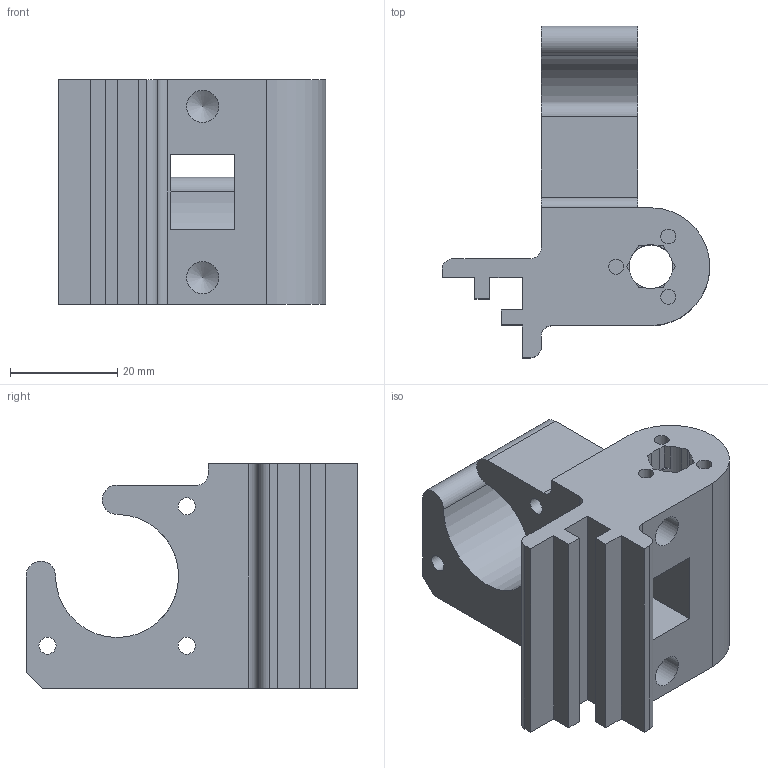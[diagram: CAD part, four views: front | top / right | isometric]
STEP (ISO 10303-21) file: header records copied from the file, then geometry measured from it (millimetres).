
FILE_DESCRIPTION(('FreeCAD Model'),'2;1');
FILE_NAME('x-motor-holder-1515-M5-x1.step','2021-08-29T10:01:47',('Author'),(''), 'Open CASCADE STEP processor 7.3','FreeCAD','Unknown');
FILE_SCHEMA(('AUTOMOTIVE_DESIGN { 1 0 10303 214 1 1 1 1 }'));
Length unit declared in the file: millimetre
Products named in the file (1): Chamfer
Bounding box: 50 x 62 x 42 mm (x, y, z)
Volume: 36069.5 mm3; surface area: 15373.2 mm2
Topology: 1 solids, 1 shells, 79 faces, 205 edges, 136 vertices
Faces by surface type: plane 54, cylinder 23, cone 2
Full cylindrical faces by diameter (mm): 2.8 x5, 3.2 x3, 6 x2, 6.8 x3, 8.2 x1
Entity records: 5125 total; most frequent: CARTESIAN_POINT 991, DIRECTION 773, LINE 457, VECTOR 457, ORIENTED_EDGE 406, PCURVE 406, DEFINITIONAL_REPRESENTATION 406, EDGE_CURVE 203
